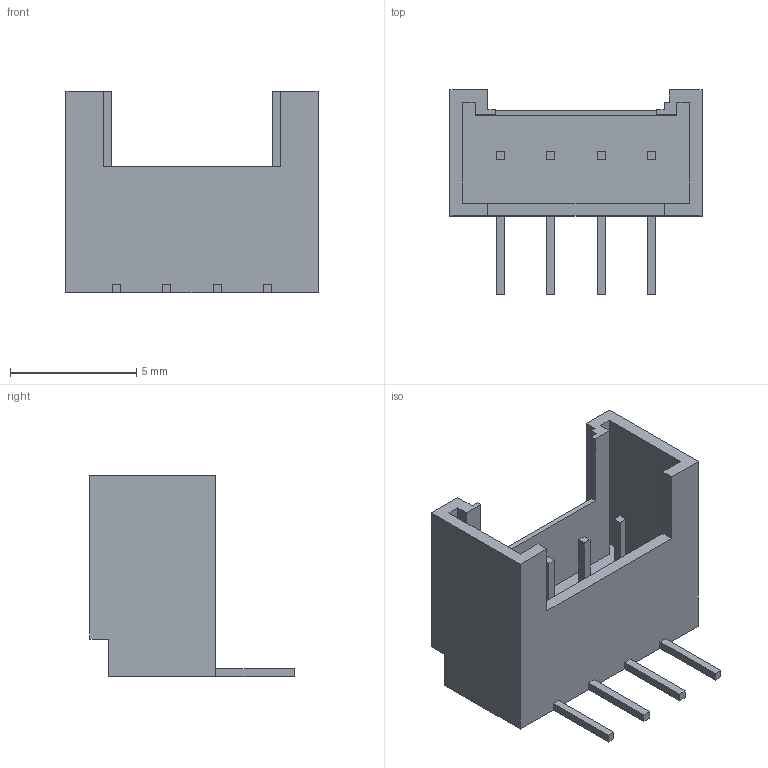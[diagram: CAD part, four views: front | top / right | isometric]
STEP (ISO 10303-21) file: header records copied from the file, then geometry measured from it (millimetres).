
FILE_DESCRIPTION(/* description */ (''),/* implementation_level */ '2;1');
FILE_NAME(/* name */ 'Grove_L v2.step',/* time_stamp */ '2025-10-16T23:14:13+09:00',/* author */ (''),/* organization */ (''),/* preprocessor_version */ 'ST-DEVELOPER v20.1',/* originating_system */ 'Autodesk Translation Framework v14.17.0.0',/* authorisation */ '');
FILE_SCHEMA (('AUTOMOTIVE_DESIGN { 1 0 10303 214 3 1 1 }'));
Length unit declared in the file: millimetre
Products named in the file (1): Grove_L
Bounding box: 10 x 8.1 x 8 mm (x, y, z)
Volume: 147.3 mm3; surface area: 454.8 mm2
Topology: 5 solids, 5 shells, 76 faces, 186 edges, 124 vertices
Faces by surface type: plane 76
Entity records: 2273 total; most frequent: CARTESIAN_POINT 387, ORIENTED_EDGE 372, DIRECTION 340, LINE 186, VECTOR 186, EDGE_CURVE 186, VERTEX_POINT 124, EDGE_LOOP 80
